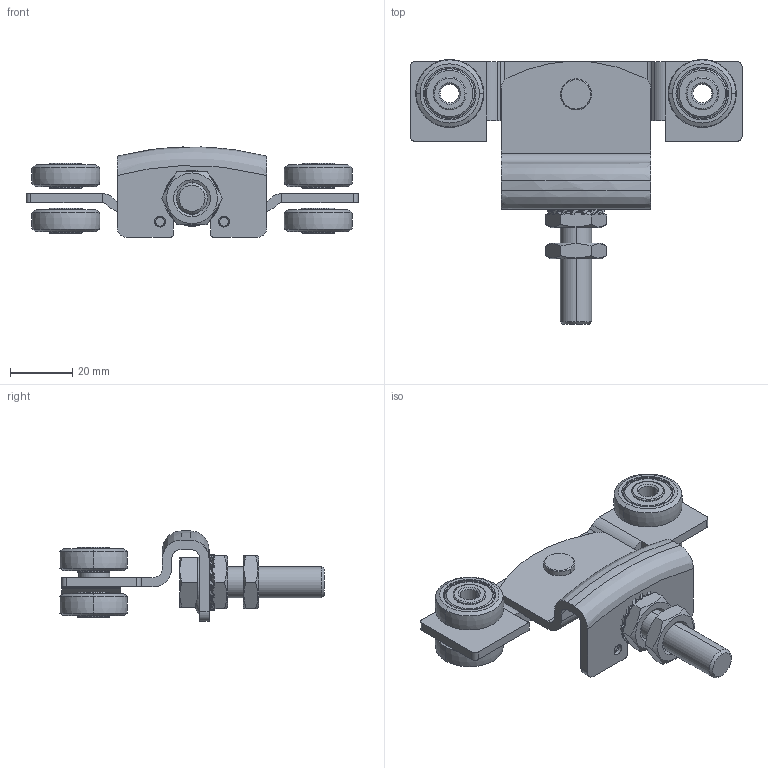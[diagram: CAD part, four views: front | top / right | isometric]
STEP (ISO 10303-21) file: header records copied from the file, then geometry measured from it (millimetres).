
FILE_DESCRIPTION (( 'STEP AP203' ), '1' );
FILE_NAME ('1.21.R91.STEP', '2019-05-28T11:07:50', ( '' ), ( '' ), 'SwSTEP 2.0', 'SolidWorks 2019', '' );
FILE_SCHEMA (( 'CONFIG_CONTROL_DESIGN' ));
Length unit declared in the file: millimetre
Products named in the file (1): 1.21.R91
Bounding box: 106.5 x 84.98 x 29 mm (x, y, z)
Volume: 31048.3 mm3; surface area: 28138.9 mm2
Topology: 51 solids, 51 shells, 1465 faces, 4066 edges, 2625 vertices
Faces by surface type: cylinder 1077, plane 169, bspline 109, cone 92, torus 14, sphere 4
Entity records: 59119 total; most frequent: CARTESIAN_POINT 27623, ORIENTED_EDGE 7896, DIRECTION 4570, EDGE_CURVE 3948, B_SPLINE_CURVE_WITH_KNOTS 2687, VERTEX_POINT 2625, AXIS2_PLACEMENT_3D 2060, EDGE_LOOP 1551
